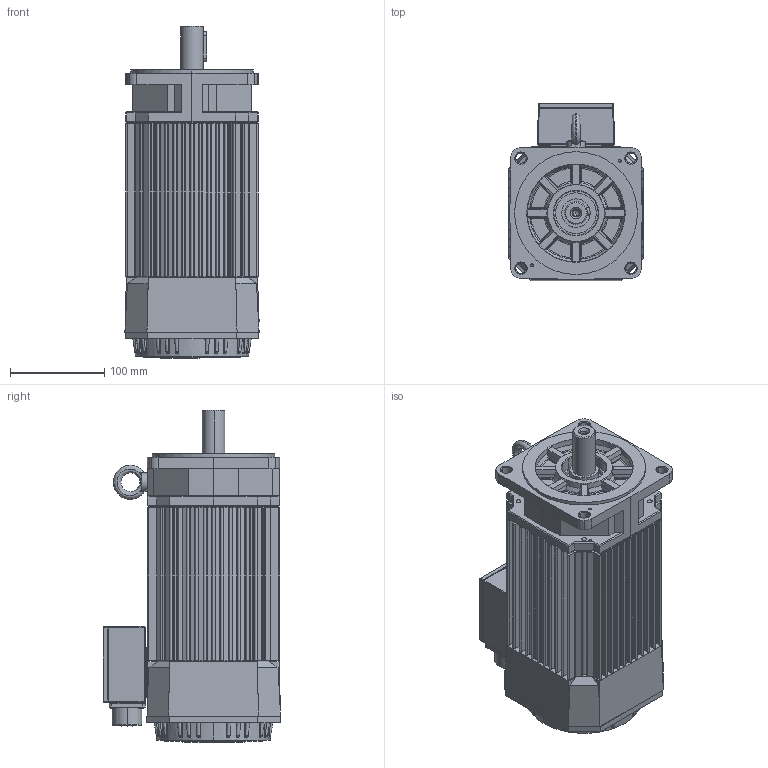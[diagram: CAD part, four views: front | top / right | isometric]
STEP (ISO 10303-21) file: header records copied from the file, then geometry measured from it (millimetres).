
FILE_DESCRIPTION((''),'2;1');
FILE_NAME('BL-143 - Basic.stp','2014-04-04T12:24:40',('arodrigo'),(''),'Autodesk Inventor 9','Autodesk Inventor 9','');
FILE_SCHEMA(('AUTOMOTIVE_DESIGN { 1 0 10303 214 1 1 1 1 }'));
Length unit declared in the file: millimetre
Products named in the file (1): Pieza1
Bounding box: 142.03 x 187.51 x 351.5 mm (x, y, z)
Volume: 5074412 mm3; surface area: 439981.7 mm2
Topology: 1 solids, 27 shells, 1934 faces, 4929 edges, 3093 vertices
Faces by surface type: plane 905, cylinder 532, bspline 259, cone 100, sphere 74, torus 64
Entity records: 66153 total; most frequent: CARTESIAN_POINT 20057, ORIENTED_EDGE 9684, DIRECTION 9650, EDGE_CURVE 4842, AXIS2_PLACEMENT_3D 3638, VERTEX_POINT 3072, VECTOR 2374, LINE 2374
